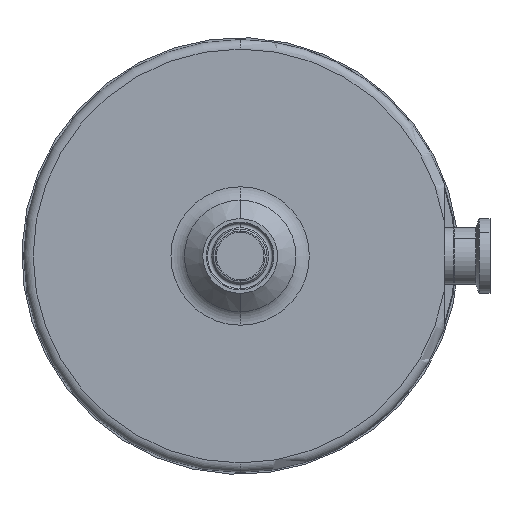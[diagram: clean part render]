
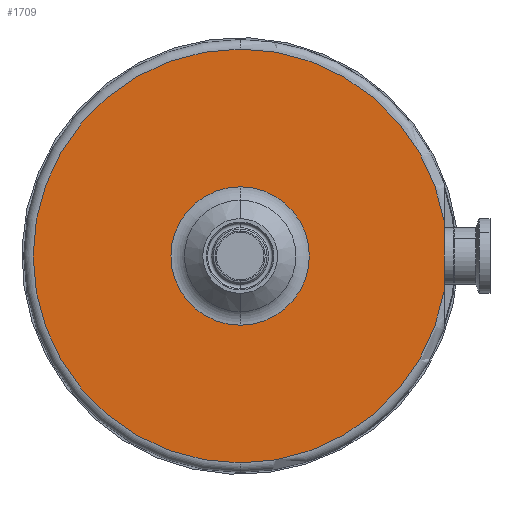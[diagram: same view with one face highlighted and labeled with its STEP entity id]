
A CAD part, front view. The second image highlights one B-rep face of the part: STEP entity #1709.
In plain terms, the highlighted planar face has unit normal (0, -1, 0).
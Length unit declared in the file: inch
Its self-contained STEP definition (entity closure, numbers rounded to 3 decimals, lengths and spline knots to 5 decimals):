
#45 = AXIS2_PLACEMENT_3D ( 'NONE', #2855, #3556, #8189 ) ;
#365 = ORIENTED_EDGE ( 'NONE', *, *, #5379, .F. ) ;
#454 = EDGE_CURVE ( 'NONE', #1267, #8110, #6061, .T. ) ;
#765 = CARTESIAN_POINT ( 'NONE',  ( 2.685, -0.63, 0. ) ) ;
#780 = ORIENTED_EDGE ( 'NONE', *, *, #454, .F. ) ;
#1082 = EDGE_LOOP ( 'NONE', ( #365, #4361 ) ) ;
#1267 = VERTEX_POINT ( 'NONE', #2348 ) ;
#1293 = AXIS2_PLACEMENT_3D ( 'NONE', #7064, #1943, #6630 ) ;
#1709 = ADVANCED_FACE ( 'Defeatured_0_33', ( #8375, #2385 ), #4405, .T. ) ;
#1943 = DIRECTION ( 'NONE',  ( 0., -1., 0. ) ) ;
#2095 = VERTEX_POINT ( 'NONE', #8453 ) ;
#2140 = DIRECTION ( 'NONE',  ( 0., 0., -1. ) ) ;
#2248 = CIRCLE ( 'NONE', #3794, 0.91114 ) ;
#2317 = EDGE_CURVE ( 'NONE', #4966, #2095, #7973, .T. ) ;
#2348 = CARTESIAN_POINT ( 'NONE',  ( 2.685, -0.63, 0.46519 ) ) ;
#2385 = FACE_BOUND ( 'NONE', #1082, .T. ) ;
#2425 = CARTESIAN_POINT ( 'NONE',  ( 0., -0.63, -0.91114 ) ) ;
#2516 = CARTESIAN_POINT ( 'NONE',  ( 0., -0.63, 2.725 ) ) ;
#2746 = CIRCLE ( 'NONE', #3864, 2.725 ) ;
#2775 = DIRECTION ( 'NONE',  ( 0., 0., -1. ) ) ;
#2855 = CARTESIAN_POINT ( 'NONE',  ( 0., -0.63, 0. ) ) ;
#3023 = DIRECTION ( 'NONE',  ( 0., 0., -1. ) ) ;
#3091 = EDGE_CURVE ( 'NONE', #2095, #8110, #2746, .T. ) ;
#3313 = DIRECTION ( 'NONE',  ( 0., 0., -1. ) ) ;
#3556 = DIRECTION ( 'NONE',  ( 0., -1., 0. ) ) ;
#3722 = DIRECTION ( 'NONE',  ( 0., -1., 0. ) ) ;
#3794 = AXIS2_PLACEMENT_3D ( 'NONE', #7362, #7230, #3313 ) ;
#3864 = AXIS2_PLACEMENT_3D ( 'NONE', #6341, #3722, #3023 ) ;
#4361 = ORIENTED_EDGE ( 'NONE', *, *, #6116, .F. ) ;
#4405 = PLANE ( 'NONE',  #1293 ) ;
#4917 = CARTESIAN_POINT ( 'NONE',  ( 0., -0.63, 0. ) ) ;
#4966 = VERTEX_POINT ( 'NONE', #2516 ) ;
#5080 = CIRCLE ( 'NONE', #6899, 0.91114 ) ;
#5107 = DIRECTION ( 'NONE',  ( 0., -1., 0. ) ) ;
#5340 = VECTOR ( 'NONE', #2140, 39.37008 ) ;
#5379 = EDGE_CURVE ( 'NONE', #7393, #5671, #5080, .T. ) ;
#5526 = EDGE_LOOP ( 'NONE', ( #780, #8356, #7305, #6239 ) ) ;
#5671 = VERTEX_POINT ( 'NONE', #6476 ) ;
#5888 = CARTESIAN_POINT ( 'NONE',  ( 0., -0.63, 0. ) ) ;
#5970 = DIRECTION ( 'NONE',  ( 0., 0., -1. ) ) ;
#6061 = LINE ( 'NONE', #765, #5340 ) ;
#6116 = EDGE_CURVE ( 'NONE', #5671, #7393, #2248, .T. ) ;
#6239 = ORIENTED_EDGE ( 'NONE', *, *, #3091, .T. ) ;
#6341 = CARTESIAN_POINT ( 'NONE',  ( 0., -0.63, 0. ) ) ;
#6476 = CARTESIAN_POINT ( 'NONE',  ( 0., -0.63, 0.91114 ) ) ;
#6630 = DIRECTION ( 'NONE',  ( 0., 0., -1. ) ) ;
#6899 = AXIS2_PLACEMENT_3D ( 'NONE', #4917, #6922, #2775 ) ;
#6922 = DIRECTION ( 'NONE',  ( 0., -1., 0. ) ) ;
#7022 = CARTESIAN_POINT ( 'NONE',  ( 2.685, -0.63, -0.46519 ) ) ;
#7064 = CARTESIAN_POINT ( 'NONE',  ( 0.91114, -0.63, 0. ) ) ;
#7230 = DIRECTION ( 'NONE',  ( 0., -1., 0. ) ) ;
#7305 = ORIENTED_EDGE ( 'NONE', *, *, #2317, .T. ) ;
#7333 = CIRCLE ( 'NONE', #7614, 2.725 ) ;
#7362 = CARTESIAN_POINT ( 'NONE',  ( 0., -0.63, 0. ) ) ;
#7393 = VERTEX_POINT ( 'NONE', #2425 ) ;
#7614 = AXIS2_PLACEMENT_3D ( 'NONE', #5888, #5107, #5970 ) ;
#7973 = CIRCLE ( 'NONE', #45, 2.725 ) ;
#8110 = VERTEX_POINT ( 'NONE', #7022 ) ;
#8189 = DIRECTION ( 'NONE',  ( 0., 0., -1. ) ) ;
#8256 = EDGE_CURVE ( 'NONE', #1267, #4966, #7333, .T. ) ;
#8356 = ORIENTED_EDGE ( 'NONE', *, *, #8256, .T. ) ;
#8375 = FACE_OUTER_BOUND ( 'NONE', #5526, .T. ) ;
#8453 = CARTESIAN_POINT ( 'NONE',  ( 0., -0.63, -2.725 ) ) ;
